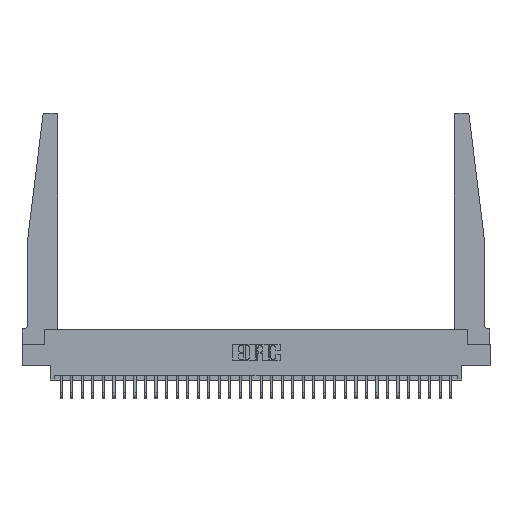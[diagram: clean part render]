
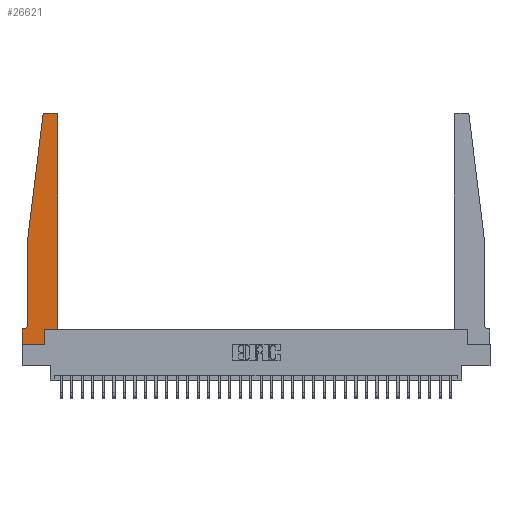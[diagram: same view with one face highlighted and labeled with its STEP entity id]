
A CAD part, top view. The second image highlights one B-rep face of the part: STEP entity #26621.
In plain terms, the highlighted planar face has unit normal (0, 0, 1).
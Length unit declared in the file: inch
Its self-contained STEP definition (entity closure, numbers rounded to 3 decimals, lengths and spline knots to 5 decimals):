
#750 = CARTESIAN_POINT ( 'NONE',  ( 0., 0., 0.37 ) ) ;
#828 = ORIENTED_EDGE ( 'NONE', *, *, #20848, .T. ) ;
#854 = VERTEX_POINT ( 'NONE', #8091 ) ;
#1048 = VERTEX_POINT ( 'NONE', #1223 ) ;
#1197 = AXIS2_PLACEMENT_3D ( 'NONE', #13755, #31253, #16348 ) ;
#1223 = CARTESIAN_POINT ( 'NONE',  ( 0.2605, 0.18, 0.37 ) ) ;
#1378 = VECTOR ( 'NONE', #29435, 39.37008 ) ;
#1453 = ORIENTED_EDGE ( 'NONE', *, *, #25106, .T. ) ;
#1491 = CARTESIAN_POINT ( 'NONE',  ( 0.065, 1.25, 0.37 ) ) ;
#1499 = LINE ( 'NONE', #750, #16095 ) ;
#1503 = ORIENTED_EDGE ( 'NONE', *, *, #30661, .T. ) ;
#2010 = FACE_OUTER_BOUND ( 'NONE', #17226, .T. ) ;
#2320 = EDGE_CURVE ( 'NONE', #11167, #854, #16741, .T. ) ;
#2913 = CARTESIAN_POINT ( 'NONE',  ( 0.425, 0.18, 0.37 ) ) ;
#2919 = CARTESIAN_POINT ( 'NONE',  ( 0.065, 0.1875, 0.37 ) ) ;
#3017 = VECTOR ( 'NONE', #3045, 39.37008 ) ;
#3045 = DIRECTION ( 'NONE',  ( -1., 0., 0. ) ) ;
#3429 = ORIENTED_EDGE ( 'NONE', *, *, #18835, .T. ) ;
#4077 = LINE ( 'NONE', #9829, #1378 ) ;
#4689 = ORIENTED_EDGE ( 'NONE', *, *, #12463, .T. ) ;
#4824 = LINE ( 'NONE', #19323, #15499 ) ;
#4884 = DIRECTION ( 'NONE',  ( -1., 0., 0. ) ) ;
#5020 = VECTOR ( 'NONE', #18305, 39.37008 ) ;
#5347 = VERTEX_POINT ( 'NONE', #21456 ) ;
#5699 = VERTEX_POINT ( 'NONE', #23486 ) ;
#5766 = VECTOR ( 'NONE', #12601, 39.37008 ) ;
#5950 = DIRECTION ( 'NONE',  ( -1., 0., 0. ) ) ;
#6082 = VECTOR ( 'NONE', #20453, 39.37008 ) ;
#6490 = DIRECTION ( 'NONE',  ( 0., -1., 0. ) ) ;
#6903 = LINE ( 'NONE', #2919, #3017 ) ;
#6978 = ORIENTED_EDGE ( 'NONE', *, *, #15222, .T. ) ;
#7096 = VERTEX_POINT ( 'NONE', #26632 ) ;
#7699 = ORIENTED_EDGE ( 'NONE', *, *, #20416, .T. ) ;
#7806 = CARTESIAN_POINT ( 'NONE',  ( 0.395, 2.75, 0.37 ) ) ;
#8091 = CARTESIAN_POINT ( 'NONE',  ( 0.27653, 2.75, 0.37 ) ) ;
#8106 = ORIENTED_EDGE ( 'NONE', *, *, #16369, .T. ) ;
#8501 = CARTESIAN_POINT ( 'NONE',  ( 0.015, 0.2375, 0.37 ) ) ;
#8814 = LINE ( 'NONE', #15460, #5766 ) ;
#9829 = CARTESIAN_POINT ( 'NONE',  ( 0.065, 1.25, 0.37 ) ) ;
#10470 = DIRECTION ( 'NONE',  ( 0., 0., 1. ) ) ;
#10962 = DIRECTION ( 'NONE',  ( 0., 0., -1. ) ) ;
#11167 = VERTEX_POINT ( 'NONE', #7806 ) ;
#11545 = EDGE_CURVE ( 'NONE', #1048, #13236, #16787, .T. ) ;
#12463 = EDGE_CURVE ( 'NONE', #5347, #1048, #26227, .T. ) ;
#12498 = CIRCLE ( 'NONE', #1197, 0.03 ) ;
#12560 = AXIS2_PLACEMENT_3D ( 'NONE', #30644, #10470, #15707 ) ;
#12601 = DIRECTION ( 'NONE',  ( 0., -1., 0. ) ) ;
#13236 = VERTEX_POINT ( 'NONE', #30212 ) ;
#13737 = VERTEX_POINT ( 'NONE', #23031 ) ;
#13755 = CARTESIAN_POINT ( 'NONE',  ( 0.27653, 2.72, 0.37 ) ) ;
#14018 = CARTESIAN_POINT ( 'NONE',  ( 0., 0.1875, 0.37 ) ) ;
#15174 = VECTOR ( 'NONE', #4884, 39.37008 ) ;
#15222 = EDGE_CURVE ( 'NONE', #19665, #5347, #1499, .T. ) ;
#15460 = CARTESIAN_POINT ( 'NONE',  ( 0., 0., 0.37 ) ) ;
#15499 = VECTOR ( 'NONE', #28384, 39.37008 ) ;
#15707 = DIRECTION ( 'NONE',  ( 1., 0., 0. ) ) ;
#16095 = VECTOR ( 'NONE', #17761, 39.37008 ) ;
#16348 = DIRECTION ( 'NONE',  ( 1., 0., 0. ) ) ;
#16369 = EDGE_CURVE ( 'NONE', #30226, #19665, #8814, .T. ) ;
#16377 = AXIS2_PLACEMENT_3D ( 'NONE', #8501, #10962, #5950 ) ;
#16741 = LINE ( 'NONE', #26764, #15174 ) ;
#16787 = LINE ( 'NONE', #2913, #6082 ) ;
#17226 = EDGE_LOOP ( 'NONE', ( #27360, #7699, #23156, #828, #24631, #1453, #8106, #6978, #4689, #31606, #3429, #1503 ) ) ;
#17761 = DIRECTION ( 'NONE',  ( 1., 0., 0. ) ) ;
#18305 = DIRECTION ( 'NONE',  ( 0., 1., 0. ) ) ;
#18513 = CARTESIAN_POINT ( 'NONE',  ( 0.2605, 0.18, 0.37 ) ) ;
#18835 = EDGE_CURVE ( 'NONE', #13236, #27423, #4824, .T. ) ;
#19246 = PLANE ( 'NONE',  #21912 ) ;
#19323 = CARTESIAN_POINT ( 'NONE',  ( 0.425, 0.18, 0.37 ) ) ;
#19665 = VERTEX_POINT ( 'NONE', #30409 ) ;
#20181 = EDGE_CURVE ( 'NONE', #13737, #7096, #4077, .T. ) ;
#20416 = EDGE_CURVE ( 'NONE', #854, #13737, #12498, .T. ) ;
#20453 = DIRECTION ( 'NONE',  ( 1., 0., 0. ) ) ;
#20848 = EDGE_CURVE ( 'NONE', #7096, #5699, #30360, .T. ) ;
#21456 = CARTESIAN_POINT ( 'NONE',  ( 0.2605, 0., 0.37 ) ) ;
#21681 = CARTESIAN_POINT ( 'NONE',  ( 0.425, 2.72, 0.37 ) ) ;
#21912 = AXIS2_PLACEMENT_3D ( 'NONE', #31644, #26865, #23894 ) ;
#22776 = VERTEX_POINT ( 'NONE', #28824 ) ;
#23031 = CARTESIAN_POINT ( 'NONE',  ( 0.24675, 2.72367, 0.37 ) ) ;
#23156 = ORIENTED_EDGE ( 'NONE', *, *, #20181, .T. ) ;
#23486 = CARTESIAN_POINT ( 'NONE',  ( 0.065, 0.2375, 0.37 ) ) ;
#23894 = DIRECTION ( 'NONE',  ( 1., 0., 0. ) ) ;
#24631 = ORIENTED_EDGE ( 'NONE', *, *, #30028, .T. ) ;
#25106 = EDGE_CURVE ( 'NONE', #22776, #30226, #6903, .T. ) ;
#26227 = LINE ( 'NONE', #18513, #5020 ) ;
#26416 = VECTOR ( 'NONE', #6490, 39.37008 ) ;
#26621 = ADVANCED_FACE ( 'NONE', ( #2010 ), #19246, .T. ) ;
#26632 = CARTESIAN_POINT ( 'NONE',  ( 0.065, 1.25, 0.37 ) ) ;
#26764 = CARTESIAN_POINT ( 'NONE',  ( 0.25, 2.75, 0.37 ) ) ;
#26865 = DIRECTION ( 'NONE',  ( 0., 0., 1. ) ) ;
#27360 = ORIENTED_EDGE ( 'NONE', *, *, #2320, .T. ) ;
#27423 = VERTEX_POINT ( 'NONE', #21681 ) ;
#27741 = CIRCLE ( 'NONE', #16377, 0.05 ) ;
#28384 = DIRECTION ( 'NONE',  ( 0., 1., 0. ) ) ;
#28824 = CARTESIAN_POINT ( 'NONE',  ( 0.015, 0.1875, 0.37 ) ) ;
#29435 = DIRECTION ( 'NONE',  ( -0.122, -0.992, 0. ) ) ;
#30028 = EDGE_CURVE ( 'NONE', #5699, #22776, #27741, .T. ) ;
#30212 = CARTESIAN_POINT ( 'NONE',  ( 0.425, 0.18, 0.37 ) ) ;
#30226 = VERTEX_POINT ( 'NONE', #14018 ) ;
#30360 = LINE ( 'NONE', #1491, #26416 ) ;
#30409 = CARTESIAN_POINT ( 'NONE',  ( 0., 0., 0.37 ) ) ;
#30644 = CARTESIAN_POINT ( 'NONE',  ( 0.395, 2.72, 0.37 ) ) ;
#30661 = EDGE_CURVE ( 'NONE', #27423, #11167, #31603, .T. ) ;
#31253 = DIRECTION ( 'NONE',  ( 0., 0., 1. ) ) ;
#31603 = CIRCLE ( 'NONE', #12560, 0.03 ) ;
#31606 = ORIENTED_EDGE ( 'NONE', *, *, #11545, .T. ) ;
#31644 = CARTESIAN_POINT ( 'NONE',  ( 0., 0.1875, 0.37 ) ) ;
